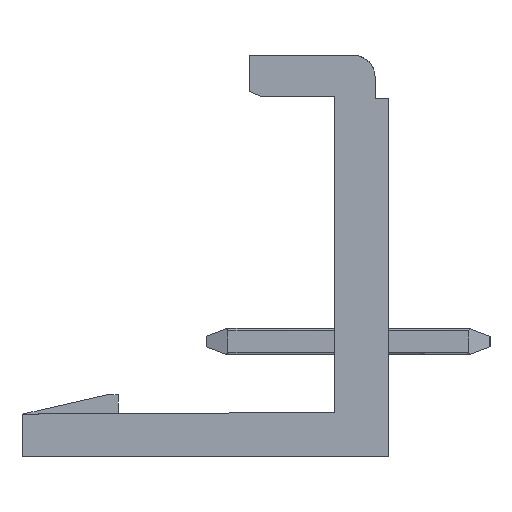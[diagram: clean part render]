
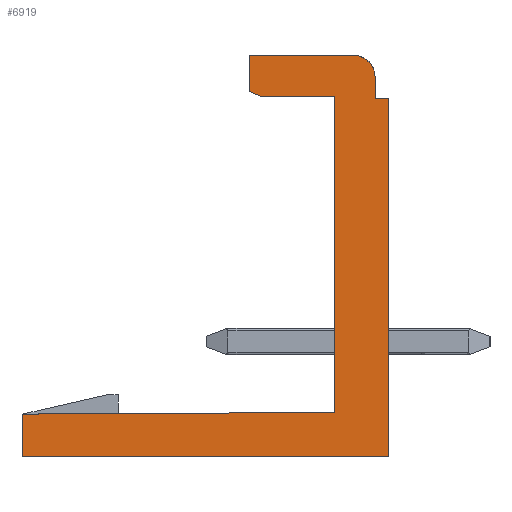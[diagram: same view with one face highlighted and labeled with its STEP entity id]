
A CAD part, left-side view. The second image highlights one B-rep face of the part: STEP entity #6919.
In plain terms, the highlighted free-form (B-spline) face has degree [1, 1] with [2, 2] control points.
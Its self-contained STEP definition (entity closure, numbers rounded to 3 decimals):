
#4728=CARTESIAN_POINT('',(-18.58,-2.024,-1.58));
#4729=VERTEX_POINT('',#4728);
#4735=CARTESIAN_POINT('',(-18.58,11.676,-1.58));
#4736=VERTEX_POINT('',#4735);
#4737=CARTESIAN_POINT('',(-18.58,11.676,-1.58));
#4738=CARTESIAN_POINT('',(-18.58,-2.024,-1.58));
#4739=B_SPLINE_CURVE_WITH_KNOTS('',1,(#4737,#4738),.POLYLINE_FORM.,.F.,.U.,(2,2),(0.,1.),.UNSPECIFIED.);
#4740=EDGE_CURVE('',#4736,#4729,#4739,.T.);
#5268=CARTESIAN_POINT('',(-18.58,-1.524,12.62));
#5269=VERTEX_POINT('',#5268);
#5275=CARTESIAN_POINT('',(-18.58,-1.524,11.82));
#5276=VERTEX_POINT('',#5275);
#5277=CARTESIAN_POINT('',(-18.58,-1.524,12.62));
#5278=CARTESIAN_POINT('',(-18.58,-1.524,11.82));
#5279=B_SPLINE_CURVE_WITH_KNOTS('',1,(#5277,#5278),.POLYLINE_FORM.,.F.,.U.,(2,2),(0.,1.),.UNSPECIFIED.);
#5280=EDGE_CURVE('',#5269,#5276,#5279,.T.);
#5952=CARTESIAN_POINT('',(-18.58,11.676,0.009));
#5953=VERTEX_POINT('',#5952);
#5959=CARTESIAN_POINT('',(-18.58,-0.024,0.07));
#5960=VERTEX_POINT('',#5959);
#5961=CARTESIAN_POINT('',(-18.58,-0.024,0.07));
#5962=CARTESIAN_POINT('',(-18.58,11.676,0.009));
#5963=B_SPLINE_CURVE_WITH_KNOTS('',1,(#5961,#5962),.POLYLINE_FORM.,.F.,.U.,(2,2),(0.,1.),.UNSPECIFIED.);
#5964=EDGE_CURVE('',#5960,#5953,#5963,.T.);
#6003=CARTESIAN_POINT('',(-18.58,-0.024,11.87));
#6004=VERTEX_POINT('',#6003);
#6005=CARTESIAN_POINT('',(-18.58,-0.024,11.87));
#6006=CARTESIAN_POINT('',(-18.58,-0.024,0.07));
#6007=B_SPLINE_CURVE_WITH_KNOTS('',1,(#6005,#6006),.POLYLINE_FORM.,.F.,.U.,(2,2),(0.,1.),.UNSPECIFIED.);
#6008=EDGE_CURVE('',#6004,#5960,#6007,.T.);
#6566=CARTESIAN_POINT('',(-18.58,2.676,11.87));
#6567=VERTEX_POINT('',#6566);
#6568=CARTESIAN_POINT('',(-18.58,2.676,11.87));
#6569=CARTESIAN_POINT('',(-18.58,-0.024,11.87));
#6570=B_SPLINE_CURVE_WITH_KNOTS('',1,(#6568,#6569),.POLYLINE_FORM.,.F.,.U.,(2,2),(0.,1.),.UNSPECIFIED.);
#6571=EDGE_CURVE('',#6567,#6004,#6570,.T.);
#6854=CARTESIAN_POINT('',(-18.58,-2.024,11.82));
#6855=VERTEX_POINT('',#6854);
#6861=CARTESIAN_POINT('',(-18.58,-2.024,-1.58));
#6862=CARTESIAN_POINT('',(-18.58,-2.024,11.82));
#6863=B_SPLINE_CURVE_WITH_KNOTS('',1,(#6861,#6862),.POLYLINE_FORM.,.F.,.U.,(2,2),(0.,1.),.UNSPECIFIED.);
#6864=EDGE_CURVE('',#4729,#6855,#6863,.T.);
#6869=CARTESIAN_POINT('',(-18.58,14.983,16.077));
#6870=CARTESIAN_POINT('',(-18.58,-5.331,16.077));
#6871=CARTESIAN_POINT('',(-18.58,14.983,-4.237));
#6872=CARTESIAN_POINT('',(-18.58,-5.331,-4.237));
#6873=B_SPLINE_SURFACE_WITH_KNOTS('',1,1,((#6869,#6870),(#6871,#6872)),.PLANE_SURF.,.F.,.F.,.U.,(2,2),(2,2),(0.,1.),(0.,1.),.UNSPECIFIED.);
#6874=CARTESIAN_POINT('',(-18.58,-0.724,13.42));
#6875=VERTEX_POINT('',#6874);
#6876=CARTESIAN_POINT('',(-18.58,-0.724,13.42));
#6877=CARTESIAN_POINT('',(-18.58,-1.524,13.42));
#6878=CARTESIAN_POINT('',(-18.58,-1.524,12.62));
#6879=(BOUNDED_CURVE()B_SPLINE_CURVE(2,(#6876,#6877,#6878),.CIRCULAR_ARC.,.F.,.U.)B_SPLINE_CURVE_WITH_KNOTS((3,3),(0.,1.),.UNSPECIFIED.)CURVE()GEOMETRIC_REPRESENTATION_ITEM()RATIONAL_B_SPLINE_CURVE((1.,0.707,1.))REPRESENTATION_ITEM(''));
#6880=EDGE_CURVE('',#6875,#5269,#6879,.T.);
#6881=ORIENTED_EDGE('',*,*,#6880,.F.);
#6882=CARTESIAN_POINT('',(-18.58,3.176,13.42));
#6883=VERTEX_POINT('',#6882);
#6884=CARTESIAN_POINT('',(-18.58,-0.724,13.42));
#6885=CARTESIAN_POINT('',(-18.58,3.176,13.42));
#6886=B_SPLINE_CURVE_WITH_KNOTS('',1,(#6884,#6885),.POLYLINE_FORM.,.F.,.U.,(2,2),(0.,1.),.UNSPECIFIED.);
#6887=EDGE_CURVE('',#6875,#6883,#6886,.T.);
#6888=ORIENTED_EDGE('',*,*,#6887,.T.);
#6889=CARTESIAN_POINT('',(-18.58,3.176,12.07));
#6890=VERTEX_POINT('',#6889);
#6891=CARTESIAN_POINT('',(-18.58,3.176,13.42));
#6892=CARTESIAN_POINT('',(-18.58,3.176,12.07));
#6893=B_SPLINE_CURVE_WITH_KNOTS('',1,(#6891,#6892),.POLYLINE_FORM.,.F.,.U.,(2,2),(0.,1.),.UNSPECIFIED.);
#6894=EDGE_CURVE('',#6883,#6890,#6893,.T.);
#6895=ORIENTED_EDGE('',*,*,#6894,.T.);
#6896=CARTESIAN_POINT('',(-18.58,3.176,12.07));
#6897=CARTESIAN_POINT('',(-18.58,2.676,11.87));
#6898=B_SPLINE_CURVE_WITH_KNOTS('',1,(#6896,#6897),.POLYLINE_FORM.,.F.,.U.,(2,2),(0.,1.),.UNSPECIFIED.);
#6899=EDGE_CURVE('',#6890,#6567,#6898,.T.);
#6900=ORIENTED_EDGE('',*,*,#6899,.T.);
#6901=ORIENTED_EDGE('',*,*,#6571,.T.);
#6902=ORIENTED_EDGE('',*,*,#6008,.T.);
#6903=ORIENTED_EDGE('',*,*,#5964,.T.);
#6904=CARTESIAN_POINT('',(-18.58,11.676,0.009));
#6905=CARTESIAN_POINT('',(-18.58,11.676,-1.58));
#6906=B_SPLINE_CURVE_WITH_KNOTS('',1,(#6904,#6905),.POLYLINE_FORM.,.F.,.U.,(2,2),(0.,1.),.UNSPECIFIED.);
#6907=EDGE_CURVE('',#5953,#4736,#6906,.T.);
#6908=ORIENTED_EDGE('',*,*,#6907,.T.);
#6909=ORIENTED_EDGE('',*,*,#4740,.T.);
#6910=ORIENTED_EDGE('',*,*,#6864,.T.);
#6911=CARTESIAN_POINT('',(-18.58,-2.024,11.82));
#6912=CARTESIAN_POINT('',(-18.58,-1.524,11.82));
#6913=B_SPLINE_CURVE_WITH_KNOTS('',1,(#6911,#6912),.POLYLINE_FORM.,.F.,.U.,(2,2),(0.,1.),.UNSPECIFIED.);
#6914=EDGE_CURVE('',#6855,#5276,#6913,.T.);
#6915=ORIENTED_EDGE('',*,*,#6914,.T.);
#6916=ORIENTED_EDGE('',*,*,#5280,.F.);
#6917=EDGE_LOOP('',(#6881,#6888,#6895,#6900,#6901,#6902,#6903,#6908,#6909,#6910,#6915,#6916));
#6918=FACE_OUTER_BOUND('',#6917,.T.);
#6919=ADVANCED_FACE('',(#6918),#6873,.T.);
